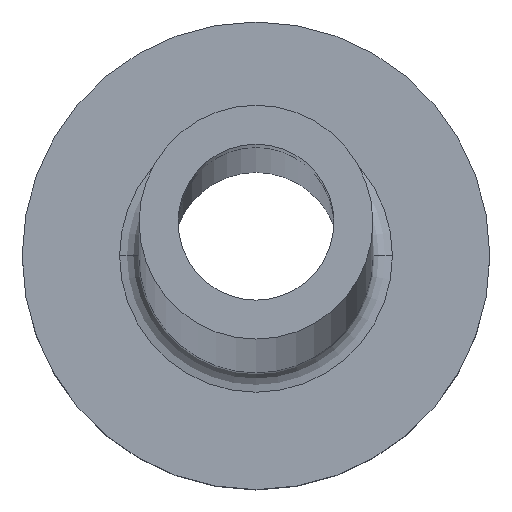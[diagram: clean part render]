
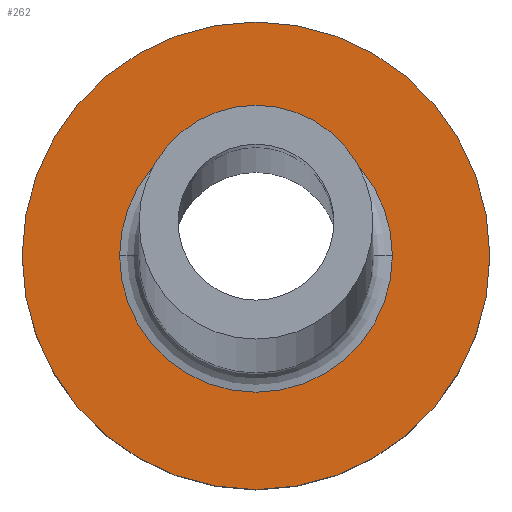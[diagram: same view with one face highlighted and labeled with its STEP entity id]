
A CAD part, top view. The second image highlights one B-rep face of the part: STEP entity #262.
In plain terms, the highlighted planar face has unit normal (0, 0, 1).
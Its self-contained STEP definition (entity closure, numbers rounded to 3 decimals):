
#21 = CARTESIAN_POINT ( 'NONE',  ( 3.5, 0., 5. ) ) ;
#59 = CIRCLE ( 'NONE', #177, 6. ) ;
#62 = CARTESIAN_POINT ( 'NONE',  ( 0., 0., 5. ) ) ;
#69 = ORIENTED_EDGE ( 'NONE', *, *, #441, .T. ) ;
#82 = DIRECTION ( 'NONE',  ( 1., 0., 0. ) ) ;
#98 = VERTEX_POINT ( 'NONE', #386 ) ;
#108 = CARTESIAN_POINT ( 'NONE',  ( 0., 0., 5. ) ) ;
#117 = CARTESIAN_POINT ( 'NONE',  ( -6., 0., 5. ) ) ;
#134 = VERTEX_POINT ( 'NONE', #117 ) ;
#140 = FACE_BOUND ( 'NONE', #238, .T. ) ;
#150 = ORIENTED_EDGE ( 'NONE', *, *, #252, .T. ) ;
#164 = ORIENTED_EDGE ( 'NONE', *, *, #308, .T. ) ;
#166 = CIRCLE ( 'NONE', #393, 6. ) ;
#168 = PLANE ( 'NONE',  #458 ) ;
#177 = AXIS2_PLACEMENT_3D ( 'NONE', #189, #250, #82 ) ;
#189 = CARTESIAN_POINT ( 'NONE',  ( 0., 0., 5. ) ) ;
#198 = EDGE_CURVE ( 'NONE', #98, #263, #400, .T. ) ;
#199 = DIRECTION ( 'NONE',  ( 0., 0., 1. ) ) ;
#201 = CARTESIAN_POINT ( 'NONE',  ( 6., 0., 5. ) ) ;
#203 = ORIENTED_EDGE ( 'NONE', *, *, #198, .T. ) ;
#238 = EDGE_LOOP ( 'NONE', ( #164, #203 ) ) ;
#247 = VERTEX_POINT ( 'NONE', #201 ) ;
#250 = DIRECTION ( 'NONE',  ( 0., 0., 1. ) ) ;
#252 = EDGE_CURVE ( 'NONE', #134, #247, #166, .T. ) ;
#257 = EDGE_LOOP ( 'NONE', ( #150, #69 ) ) ;
#262 = ADVANCED_FACE ( 'NONE', ( #140, #337 ), #168, .T. ) ;
#263 = VERTEX_POINT ( 'NONE', #21 ) ;
#269 = DIRECTION ( 'NONE',  ( 1., 0., 0. ) ) ;
#275 = CARTESIAN_POINT ( 'NONE',  ( 0., 0., 5. ) ) ;
#288 = AXIS2_PLACEMENT_3D ( 'NONE', #394, #443, #436 ) ;
#308 = EDGE_CURVE ( 'NONE', #263, #98, #384, .T. ) ;
#314 = DIRECTION ( 'NONE',  ( 0., 0., -1. ) ) ;
#337 = FACE_OUTER_BOUND ( 'NONE', #257, .T. ) ;
#381 = DIRECTION ( 'NONE',  ( 1., 0., 0. ) ) ;
#384 = CIRCLE ( 'NONE', #424, 3.5 ) ;
#386 = CARTESIAN_POINT ( 'NONE',  ( -3.5, 0., 5. ) ) ;
#393 = AXIS2_PLACEMENT_3D ( 'NONE', #62, #199, #269 ) ;
#394 = CARTESIAN_POINT ( 'NONE',  ( 0., 0., 5. ) ) ;
#400 = CIRCLE ( 'NONE', #288, 3.5 ) ;
#408 = DIRECTION ( 'NONE',  ( 1., 0., 0. ) ) ;
#424 = AXIS2_PLACEMENT_3D ( 'NONE', #108, #314, #408 ) ;
#436 = DIRECTION ( 'NONE',  ( 1., 0., 0. ) ) ;
#441 = EDGE_CURVE ( 'NONE', #247, #134, #59, .T. ) ;
#443 = DIRECTION ( 'NONE',  ( 0., 0., -1. ) ) ;
#450 = DIRECTION ( 'NONE',  ( 0., 0., 1. ) ) ;
#458 = AXIS2_PLACEMENT_3D ( 'NONE', #275, #450, #381 ) ;
